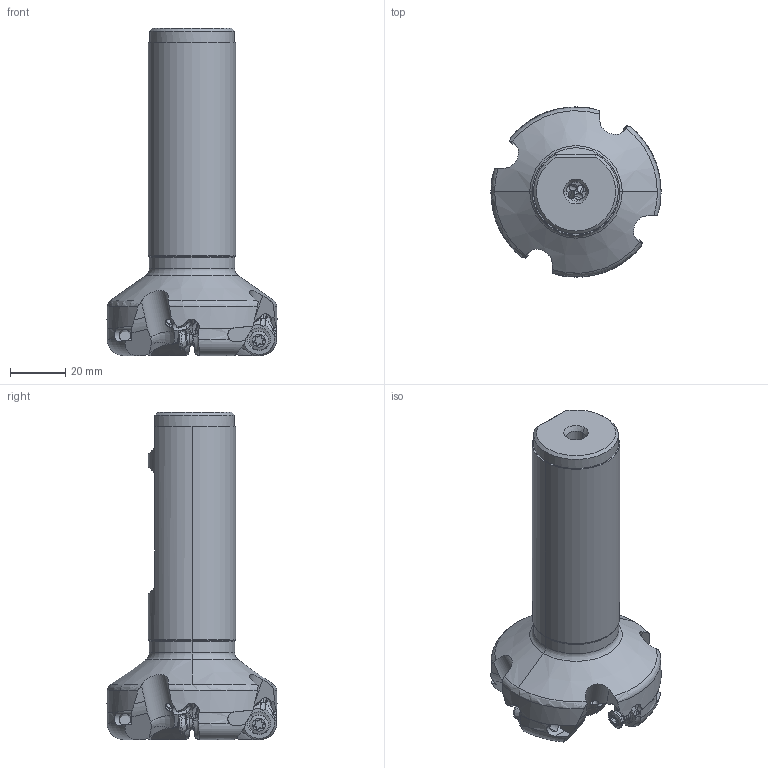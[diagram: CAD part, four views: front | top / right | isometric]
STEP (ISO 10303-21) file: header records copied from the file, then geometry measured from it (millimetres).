
FILE_DESCRIPTION(/* description */ (''),/* implementation_level */ '2;1');
FILE_NAME(/* name */ 'WWX400UR4004FA20M.stp',/* time_stamp */ '2020-04-21T17:34:11+09:00',/* author */ (''),/* organization */ (''),/* preprocessor_version */ 'ST-DEVELOPER v16',/* originating_system */ 'SIEMENS PLM Software NX 10.0',/* authorisation */ '');
FILE_SCHEMA (('AUTOMOTIVE_DESIGN { 1 0 10303 214 3 1 1 1 }'));
Length unit declared in the file: millimetre
Products named in the file (1): WWX400UR4004FA20M_ASM
Bounding box: 61.78 x 61.78 x 118.86 mm (x, y, z)
Volume: 117989.6 mm3; surface area: 23584.2 mm2
Topology: 5 solids, 5 shells, 521 faces, 1514 edges, 977 vertices
Faces by surface type: cylinder 193, plane 121, bspline 64, sphere 56, cone 39, torus 32, extrusion 16
Entity records: 38213 total; most frequent: CARTESIAN_POINT 25384, ORIENTED_EDGE 2956, DIRECTION 2299, EDGE_CURVE 1478, AXIS2_PLACEMENT_3D 974, VERTEX_POINT 970, B_SPLINE_CURVE_WITH_KNOTS 650, EDGE_LOOP 540
